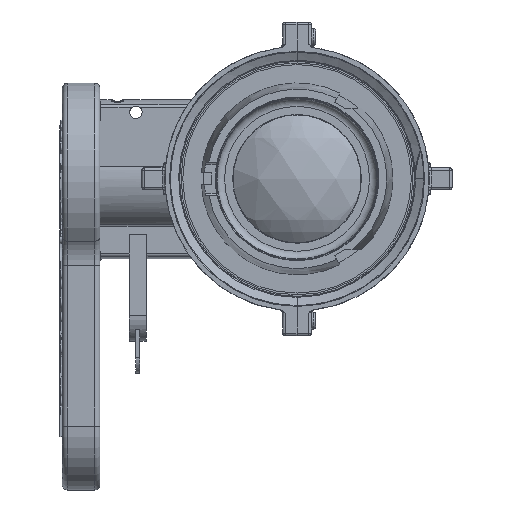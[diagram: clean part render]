
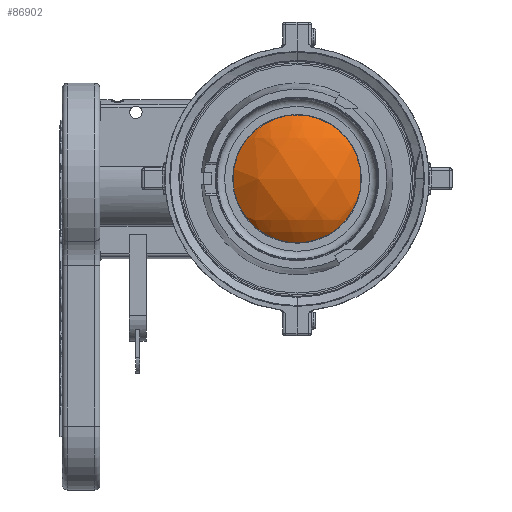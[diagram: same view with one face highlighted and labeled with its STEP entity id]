
A CAD part, left-side view. The second image highlights one B-rep face of the part: STEP entity #86902.
In plain terms, the highlighted free-form (B-spline) face has degree [2, 2] with [3, 9] control points.
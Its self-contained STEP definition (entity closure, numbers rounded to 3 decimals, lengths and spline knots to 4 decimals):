
#185=ELLIPSE('',#93529,1.235,1.2326);
#1123=(
BOUNDED_SURFACE()
B_SPLINE_SURFACE(2,2,((#163442,#163443,#163444,#163445,#163446,#163447,
#163448,#163449,#163450),(#163451,#163452,#163453,#163454,#163455,#163456,
#163457,#163458,#163459),(#163460,#163461,#163462,#163463,#163464,#163465,
#163466,#163467,#163468)),.UNSPECIFIED.,.F.,.T.,.F.)
B_SPLINE_SURFACE_WITH_KNOTS((3,3),(3,2,2,2,3),(-3.9167,-2.3665),
(0.,1.5708,3.1416,4.7124,6.2832),
 .UNSPECIFIED.)
GEOMETRIC_REPRESENTATION_ITEM()
RATIONAL_B_SPLINE_SURFACE(((1.,0.707,1.,0.707,1.,
0.707,1.,0.707,1.),(0.714,0.505,
0.714,0.505,0.714,0.505,
0.714,0.505,0.714),(1.,0.707,
1.,0.707,1.,0.707,1.,0.707,1.)))
REPRESENTATION_ITEM('')
SURFACE()
);
#2467=FACE_BOUND('',#14512,.T.);
#9505=FACE_OUTER_BOUND('',#14511,.T.);
#14511=EDGE_LOOP('',(#80337,#80338,#80339,#80340));
#14512=EDGE_LOOP('',(#80341,#80342,#80343,#80344));
#17162=CIRCLE('',#93526,0.8822);
#17165=CIRCLE('',#93530,0.8822);
#19498=B_SPLINE_CURVE_WITH_KNOTS('',3,(#163474,#163475,#163476,#163477,
#163478,#163479,#163480,#163481,#163482,#163483,#163484,#163485,#163486,
#163487,#163488,#163489,#163490,#163491),.UNSPECIFIED.,.F.,.F.,(4,2,2,2,
2,2,2,2,4),(0.0642,0.6391,1.0699,1.1089,
1.1479,1.2259,1.3828,1.7029,2.0741),
 .UNSPECIFIED.);
#19499=B_SPLINE_CURVE_WITH_KNOTS('',3,(#163493,#163494,#163495,#163496,
#163497,#163498,#163499,#163500),.UNSPECIFIED.,.F.,.F.,(4,2,2,4),(0.1552,
1.1678,2.3355,3.2453),.UNSPECIFIED.);
#19500=B_SPLINE_CURVE_WITH_KNOTS('',3,(#163502,#163503,#163504,#163505,
#163506,#163507,#163508,#163509,#163510,#163511,#163512,#163513,#163514,
#163515,#163516,#163517,#163518,#163519),.UNSPECIFIED.,.F.,.F.,(4,2,2,2,
2,2,2,2,4),(0.0642,0.6391,1.0699,1.1089,
1.1479,1.2259,1.3828,1.7029,2.0741),
 .UNSPECIFIED.);
#19501=B_SPLINE_CURVE_WITH_KNOTS('',3,(#163520,#163521,#163522,#163523,
#163524,#163525,#163526,#163527),.UNSPECIFIED.,.F.,.F.,(4,2,2,4),(0.1552,
1.1678,2.3355,3.2453),.UNSPECIFIED.);
#43121=VERTEX_POINT('',#163437);
#43123=VERTEX_POINT('',#163469);
#43124=VERTEX_POINT('',#163472);
#43125=VERTEX_POINT('',#163473);
#43126=VERTEX_POINT('',#163492);
#43127=VERTEX_POINT('',#163501);
#55568=EDGE_CURVE('',#43121,#43121,#17162,.T.);
#55571=EDGE_CURVE('',#43121,#43123,#185,.T.);
#55572=EDGE_CURVE('',#43123,#43123,#17165,.T.);
#55573=EDGE_CURVE('',#43124,#43125,#19498,.T.);
#55574=EDGE_CURVE('',#43126,#43124,#19499,.T.);
#55575=EDGE_CURVE('',#43127,#43126,#19500,.T.);
#55576=EDGE_CURVE('',#43125,#43127,#19501,.T.);
#80337=ORIENTED_EDGE('',*,*,#55571,.T.);
#80338=ORIENTED_EDGE('',*,*,#55572,.T.);
#80339=ORIENTED_EDGE('',*,*,#55571,.F.);
#80340=ORIENTED_EDGE('',*,*,#55568,.F.);
#80341=ORIENTED_EDGE('',*,*,#55573,.F.);
#80342=ORIENTED_EDGE('',*,*,#55574,.F.);
#80343=ORIENTED_EDGE('',*,*,#55575,.F.);
#80344=ORIENTED_EDGE('',*,*,#55576,.F.);
#86902=ADVANCED_FACE('',(#9505,#2467),#1123,.F.);
#93526=AXIS2_PLACEMENT_3D('',#163438,#113497,#113498);
#93529=AXIS2_PLACEMENT_3D('',#163470,#113503,#113504);
#93530=AXIS2_PLACEMENT_3D('',#163471,#113505,#113506);
#113497=DIRECTION('center_axis',(-1.,0.,0.));
#113498=DIRECTION('ref_axis',(0.,0.,1.));
#113503=DIRECTION('center_axis',(0.,-1.,0.));
#113504=DIRECTION('ref_axis',(0.,0.,1.));
#113505=DIRECTION('center_axis',(-1.,0.,0.));
#113506=DIRECTION('ref_axis',(0.,0.,1.));
#163437=CARTESIAN_POINT('',(-0.8626,0.,-0.8822));
#163438=CARTESIAN_POINT('Origin',(-0.8626,0.,0.));
#163442=CARTESIAN_POINT('Ctrl Pts',(0.8626,0.,-0.8822));
#163443=CARTESIAN_POINT('Ctrl Pts',(0.8626,-0.8822,
-0.8822));
#163444=CARTESIAN_POINT('Ctrl Pts',(0.8626,-0.8822,
0.));
#163445=CARTESIAN_POINT('Ctrl Pts',(0.8626,-0.8822,
0.8822));
#163446=CARTESIAN_POINT('Ctrl Pts',(0.8626,0.,0.8822));
#163447=CARTESIAN_POINT('Ctrl Pts',(0.8626,0.8822,
0.8822));
#163448=CARTESIAN_POINT('Ctrl Pts',(0.8626,0.8822,
0.));
#163449=CARTESIAN_POINT('Ctrl Pts',(0.8626,0.8822,
-0.8822));
#163450=CARTESIAN_POINT('Ctrl Pts',(0.8626,0.,-0.8822));
#163451=CARTESIAN_POINT('Ctrl Pts',(0.,0.,-1.7289));
#163452=CARTESIAN_POINT('Ctrl Pts',(0.,-1.7289,
-1.7289));
#163453=CARTESIAN_POINT('Ctrl Pts',(0.,-1.7289,
0.));
#163454=CARTESIAN_POINT('Ctrl Pts',(0.,-1.7289,
1.7289));
#163455=CARTESIAN_POINT('Ctrl Pts',(0.,0.,1.7289));
#163456=CARTESIAN_POINT('Ctrl Pts',(0.,1.7289,
1.7289));
#163457=CARTESIAN_POINT('Ctrl Pts',(0.,1.7289,
0.));
#163458=CARTESIAN_POINT('Ctrl Pts',(0.,1.7289,
-1.7289));
#163459=CARTESIAN_POINT('Ctrl Pts',(0.,0.,-1.7289));
#163460=CARTESIAN_POINT('Ctrl Pts',(-0.8626,0.,-0.8822));
#163461=CARTESIAN_POINT('Ctrl Pts',(-0.8626,-0.8822,
-0.8822));
#163462=CARTESIAN_POINT('Ctrl Pts',(-0.8626,-0.8822,
0.));
#163463=CARTESIAN_POINT('Ctrl Pts',(-0.8626,-0.8822,
0.8822));
#163464=CARTESIAN_POINT('Ctrl Pts',(-0.8626,0.,0.8822));
#163465=CARTESIAN_POINT('Ctrl Pts',(-0.8626,0.8822,
0.8822));
#163466=CARTESIAN_POINT('Ctrl Pts',(-0.8626,0.8822,
0.));
#163467=CARTESIAN_POINT('Ctrl Pts',(-0.8626,0.8822,
-0.8822));
#163468=CARTESIAN_POINT('Ctrl Pts',(-0.8626,0.,-0.8822));
#163469=CARTESIAN_POINT('',(0.8626,0.,-0.8822));
#163470=CARTESIAN_POINT('Origin',(0.,0.,0.));
#163471=CARTESIAN_POINT('Origin',(0.8626,0.,0.));
#163472=CARTESIAN_POINT('',(0.3736,1.0241,-0.5799));
#163473=CARTESIAN_POINT('',(-0.3736,1.0241,-0.5799));
#163474=CARTESIAN_POINT('Ctrl Pts',(0.3736,1.0241,
-0.5799));
#163475=CARTESIAN_POINT('Ctrl Pts',(0.3104,1.0241,
-0.6208));
#163476=CARTESIAN_POINT('Ctrl Pts',(0.2408,1.0241,-0.6511));
#163477=CARTESIAN_POINT('Ctrl Pts',(0.1128,1.0241,
-0.6833));
#163478=CARTESIAN_POINT('Ctrl Pts',(0.0565,1.0241,
-0.6903));
#163479=CARTESIAN_POINT('Ctrl Pts',(-0.0051,1.0241,
-0.6903));
#163480=CARTESIAN_POINT('Ctrl Pts',(-0.0102,1.0241,
-0.6903));
#163481=CARTESIAN_POINT('Ctrl Pts',(-0.0205,1.0241,
-0.69));
#163482=CARTESIAN_POINT('Ctrl Pts',(-0.0256,1.0241,
-0.6899));
#163483=CARTESIAN_POINT('Ctrl Pts',(-0.0409,1.0241,
-0.6892));
#163484=CARTESIAN_POINT('Ctrl Pts',(-0.0511,1.0241,
-0.6885));
#163485=CARTESIAN_POINT('Ctrl Pts',(-0.0819,1.0241,
-0.6857));
#163486=CARTESIAN_POINT('Ctrl Pts',(-0.1023,1.0241,
-0.683));
#163487=CARTESIAN_POINT('Ctrl Pts',(-0.1639,1.0241,
-0.6718));
#163488=CARTESIAN_POINT('Ctrl Pts',(-0.2044,1.0241,
-0.6605));
#163489=CARTESIAN_POINT('Ctrl Pts',(-0.2892,1.0241,
-0.6284));
#163490=CARTESIAN_POINT('Ctrl Pts',(-0.3328,1.0241,
-0.6063));
#163491=CARTESIAN_POINT('Ctrl Pts',(-0.3736,1.0241,
-0.5799));
#163492=CARTESIAN_POINT('',(0.3736,1.0241,0.5799));
#163493=CARTESIAN_POINT('Ctrl Pts',(0.3736,1.0241,
0.5799));
#163494=CARTESIAN_POINT('Ctrl Pts',(0.3736,1.0894,0.4645));
#163495=CARTESIAN_POINT('Ctrl Pts',(0.3736,1.1349,
0.3388));
#163496=CARTESIAN_POINT('Ctrl Pts',(0.3736,1.1855,
0.0572));
#163497=CARTESIAN_POINT('Ctrl Pts',(0.3736,1.1828,
-0.0975));
#163498=CARTESIAN_POINT('Ctrl Pts',(0.3736,1.1255,
-0.3641));
#163499=CARTESIAN_POINT('Ctrl Pts',(0.3736,1.0828,
-0.4762));
#163500=CARTESIAN_POINT('Ctrl Pts',(0.3736,1.0241,
-0.5799));
#163501=CARTESIAN_POINT('',(-0.3736,1.0241,0.5799));
#163502=CARTESIAN_POINT('Ctrl Pts',(-0.3736,1.0241,
0.5799));
#163503=CARTESIAN_POINT('Ctrl Pts',(-0.3104,1.0241,
0.6208));
#163504=CARTESIAN_POINT('Ctrl Pts',(-0.2408,1.0241,0.6511));
#163505=CARTESIAN_POINT('Ctrl Pts',(-0.1128,1.0241,
0.6833));
#163506=CARTESIAN_POINT('Ctrl Pts',(-0.0565,1.0241,
0.6903));
#163507=CARTESIAN_POINT('Ctrl Pts',(0.0051,1.0241,
0.6903));
#163508=CARTESIAN_POINT('Ctrl Pts',(0.0102,1.0241,
0.6903));
#163509=CARTESIAN_POINT('Ctrl Pts',(0.0205,1.0241,
0.69));
#163510=CARTESIAN_POINT('Ctrl Pts',(0.0256,1.0241,
0.6899));
#163511=CARTESIAN_POINT('Ctrl Pts',(0.0409,1.0241,
0.6892));
#163512=CARTESIAN_POINT('Ctrl Pts',(0.0511,1.0241,
0.6885));
#163513=CARTESIAN_POINT('Ctrl Pts',(0.0819,1.0241,
0.6857));
#163514=CARTESIAN_POINT('Ctrl Pts',(0.1023,1.0241,0.683));
#163515=CARTESIAN_POINT('Ctrl Pts',(0.1639,1.0241,
0.6718));
#163516=CARTESIAN_POINT('Ctrl Pts',(0.2044,1.0241,
0.6605));
#163517=CARTESIAN_POINT('Ctrl Pts',(0.2892,1.0241,
0.6284));
#163518=CARTESIAN_POINT('Ctrl Pts',(0.3328,1.0241,
0.6063));
#163519=CARTESIAN_POINT('Ctrl Pts',(0.3736,1.0241,
0.5799));
#163520=CARTESIAN_POINT('Ctrl Pts',(-0.3736,1.0241,
-0.5799));
#163521=CARTESIAN_POINT('Ctrl Pts',(-0.3736,1.0894,
-0.4645));
#163522=CARTESIAN_POINT('Ctrl Pts',(-0.3736,1.1349,
-0.3388));
#163523=CARTESIAN_POINT('Ctrl Pts',(-0.3736,1.1855,
-0.0572));
#163524=CARTESIAN_POINT('Ctrl Pts',(-0.3736,1.1828,
0.0975));
#163525=CARTESIAN_POINT('Ctrl Pts',(-0.3736,1.1255,
0.3641));
#163526=CARTESIAN_POINT('Ctrl Pts',(-0.3736,1.0828,
0.4762));
#163527=CARTESIAN_POINT('Ctrl Pts',(-0.3736,1.0241,
0.5799));
